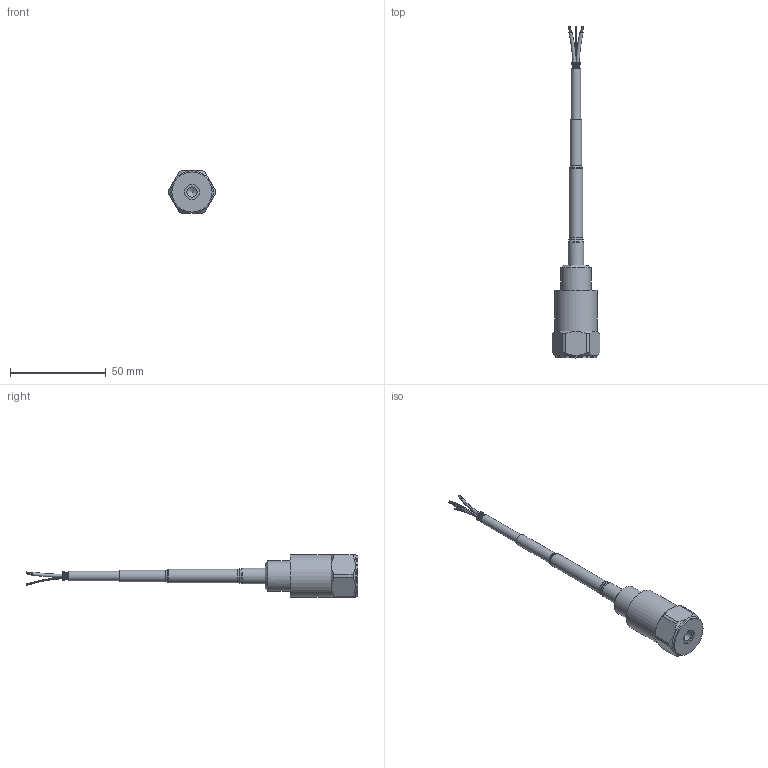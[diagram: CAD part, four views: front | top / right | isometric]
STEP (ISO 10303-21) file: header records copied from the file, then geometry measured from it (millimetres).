
FILE_DESCRIPTION(/* description */ (''),/* implementation_level */ '2;1');
FILE_NAME(/* name */ 'MASTER_STANDARD_TOP-EXIT_INTEGRAL_FEP.stp',/* time_stamp */ '2024-08-29T07:55:59-04:00',/* author */ ('cthayer'),/* organization */ ('CONNECTION TECHNOLOGY CENTER'),/* preprocessor_version */ 'ST-DEVELOPER v20',/* originating_system */ 'Autodesk Inventor 2025',/* authorisation */ '');
FILE_SCHEMA (('AUTOMOTIVE_DESIGN { 1 0 10303 214 3 1 1 }'));
Products named in the file (1): AC202-6N
Bounding box: 24.89 x 173.61 x 22.23 mm (x, y, z)
Volume: 11943.7 mm3; surface area: 15210.9 mm2
Topology: 3 solids, 3 shells, 1002 faces, 3653 edges, 2247 vertices
Faces by surface type: bspline 488, plane 281, cylinder 140, torus 56, cone 37
Full cylindrical faces by diameter (mm): 0.127 x19, 0.203 x38, 1.27 x2, 3.581 x1, 4.039 x2, 4.501 x1, 4.826 x1, 4.898 x1, 5.016 x1, 5.156 x1, 5.359 x1, 5.588 x3, 5.914 x1, 5.994 x2, 6.032 x1, 7.048 x1, 7.061 x1, 7.112 x1, 7.874 x1, 8.128 x1, 8.4 x1, 11.43 x1, 13.335 x1, 15.494 x1, 15.875 x1, 16.51 x1, 17.018 x1, 18.542 x1, 18.923 x4, 20.955 x1
Entity records: 70501 total; most frequent: CARTESIAN_POINT 42398, ORIENTED_EDGE 7212, DIRECTION 4310, EDGE_CURVE 3606, VERTEX_POINT 2247, AXIS2_PLACEMENT_3D 2038, B_SPLINE_CURVE_WITH_KNOTS 1776, CIRCLE 1521
